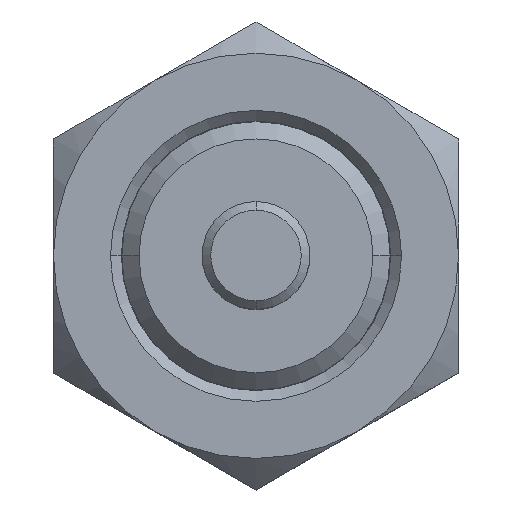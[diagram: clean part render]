
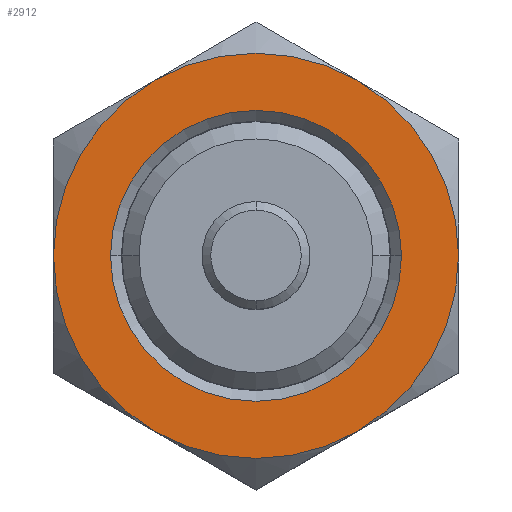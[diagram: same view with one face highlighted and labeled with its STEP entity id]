
A CAD part, top view. The second image highlights one B-rep face of the part: STEP entity #2912.
In plain terms, the highlighted planar face has unit normal (0, 0, 1).
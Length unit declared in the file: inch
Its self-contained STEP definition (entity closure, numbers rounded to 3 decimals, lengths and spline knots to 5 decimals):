
#16 = CARTESIAN_POINT ( 'NONE',  ( 0.235, -0.40703, 0.19 ) ) ;
#115 = DIRECTION ( 'NONE',  ( -1., 0., 0. ) ) ;
#137 = CARTESIAN_POINT ( 'NONE',  ( 0.3375, 0., 0.19 ) ) ;
#153 = CARTESIAN_POINT ( 'NONE',  ( 0., 0., 0.19 ) ) ;
#202 = CIRCLE ( 'NONE', #2671, 0.3375 ) ;
#276 = CARTESIAN_POINT ( 'NONE',  ( -0.3375, 0., 0.19 ) ) ;
#321 = EDGE_CURVE ( 'NONE', #2295, #3073, #1100, .T. ) ;
#337 = FACE_OUTER_BOUND ( 'NONE', #2749, .T. ) ;
#409 = DIRECTION ( 'NONE',  ( -1., 0., 0. ) ) ;
#423 = AXIS2_PLACEMENT_3D ( 'NONE', #3003, #1545, #115 ) ;
#460 = ORIENTED_EDGE ( 'NONE', *, *, #1914, .T. ) ;
#468 = AXIS2_PLACEMENT_3D ( 'NONE', #2521, #1072, #2765 ) ;
#481 = AXIS2_PLACEMENT_3D ( 'NONE', #153, #1822, #409 ) ;
#505 = ORIENTED_EDGE ( 'NONE', *, *, #321, .F. ) ;
#507 = DIRECTION ( 'NONE',  ( 0., 0., -1. ) ) ;
#538 = EDGE_CURVE ( 'NONE', #2655, #3112, #584, .T. ) ;
#568 = CIRCLE ( 'NONE', #468, 0.47 ) ;
#584 = CIRCLE ( 'NONE', #423, 0.47 ) ;
#604 = VERTEX_POINT ( 'NONE', #137 ) ;
#697 = CARTESIAN_POINT ( 'NONE',  ( 0., 0., 0.19 ) ) ;
#703 = ORIENTED_EDGE ( 'NONE', *, *, #711, .T. ) ;
#711 = EDGE_CURVE ( 'NONE', #604, #2075, #202, .T. ) ;
#817 = ORIENTED_EDGE ( 'NONE', *, *, #538, .F. ) ;
#931 = DIRECTION ( 'NONE',  ( -1., 0., 0. ) ) ;
#961 = FACE_BOUND ( 'NONE', #2089, .T. ) ;
#988 = CARTESIAN_POINT ( 'NONE',  ( -0.235, -0.40703, 0.19 ) ) ;
#989 = EDGE_CURVE ( 'NONE', #2664, #1885, #2801, .T. ) ;
#1027 = ORIENTED_EDGE ( 'NONE', *, *, #2933, .F. ) ;
#1032 = CARTESIAN_POINT ( 'NONE',  ( 0., 0., 0.19 ) ) ;
#1072 = DIRECTION ( 'NONE',  ( 0., 0., -1. ) ) ;
#1100 = CIRCLE ( 'NONE', #3110, 0.47 ) ;
#1101 = CARTESIAN_POINT ( 'NONE',  ( 0., 0., 0.19 ) ) ;
#1102 = AXIS2_PLACEMENT_3D ( 'NONE', #1101, #2796, #1347 ) ;
#1170 = CARTESIAN_POINT ( 'NONE',  ( 0., 0., 0.19 ) ) ;
#1220 = ORIENTED_EDGE ( 'NONE', *, *, #1729, .T. ) ;
#1271 = DIRECTION ( 'NONE',  ( -1., 0., 0. ) ) ;
#1303 = ORIENTED_EDGE ( 'NONE', *, *, #989, .F. ) ;
#1306 = AXIS2_PLACEMENT_3D ( 'NONE', #2352, #2844, #1396 ) ;
#1341 = ORIENTED_EDGE ( 'NONE', *, *, #1815, .F. ) ;
#1347 = DIRECTION ( 'NONE',  ( 1., 0., 0. ) ) ;
#1396 = DIRECTION ( 'NONE',  ( -1., 0., 0. ) ) ;
#1414 = DIRECTION ( 'NONE',  ( -1., 0., 0. ) ) ;
#1545 = DIRECTION ( 'NONE',  ( 0., 0., -1. ) ) ;
#1619 = AXIS2_PLACEMENT_3D ( 'NONE', #1170, #2865, #1414 ) ;
#1729 = EDGE_CURVE ( 'NONE', #2075, #604, #1836, .T. ) ;
#1815 = EDGE_CURVE ( 'NONE', #3073, #2655, #568, .T. ) ;
#1822 = DIRECTION ( 'NONE',  ( 0., 0., -1. ) ) ;
#1836 = CIRCLE ( 'NONE', #1959, 0.3375 ) ;
#1885 = VERTEX_POINT ( 'NONE', #2543 ) ;
#1914 = EDGE_CURVE ( 'NONE', #2295, #1885, #2174, .T. ) ;
#1930 = CARTESIAN_POINT ( 'NONE',  ( 0., 0., 0.19 ) ) ;
#1959 = AXIS2_PLACEMENT_3D ( 'NONE', #1032, #2721, #1271 ) ;
#2075 = VERTEX_POINT ( 'NONE', #276 ) ;
#2089 = EDGE_LOOP ( 'NONE', ( #703, #1220 ) ) ;
#2102 = CIRCLE ( 'NONE', #1619, 0.47 ) ;
#2174 = CIRCLE ( 'NONE', #1102, 0.47 ) ;
#2182 = DIRECTION ( 'NONE',  ( -1., 0., 0. ) ) ;
#2207 = CARTESIAN_POINT ( 'NONE',  ( 0.47, 0., 0.19 ) ) ;
#2295 = VERTEX_POINT ( 'NONE', #2207 ) ;
#2352 = CARTESIAN_POINT ( 'NONE',  ( 0., 0.54271, 0.19 ) ) ;
#2366 = DIRECTION ( 'NONE',  ( 0., 0., -1. ) ) ;
#2521 = CARTESIAN_POINT ( 'NONE',  ( 0., 0., 0.19 ) ) ;
#2543 = CARTESIAN_POINT ( 'NONE',  ( 0.235, 0.40703, 0.19 ) ) ;
#2597 = PLANE ( 'NONE',  #1306 ) ;
#2655 = VERTEX_POINT ( 'NONE', #988 ) ;
#2664 = VERTEX_POINT ( 'NONE', #2932 ) ;
#2671 = AXIS2_PLACEMENT_3D ( 'NONE', #697, #2366, #931 ) ;
#2682 = CARTESIAN_POINT ( 'NONE',  ( -0.47, 0., 0.19 ) ) ;
#2721 = DIRECTION ( 'NONE',  ( 0., 0., -1. ) ) ;
#2749 = EDGE_LOOP ( 'NONE', ( #1027, #817, #1341, #505, #460, #1303 ) ) ;
#2765 = DIRECTION ( 'NONE',  ( -1., 0., 0. ) ) ;
#2796 = DIRECTION ( 'NONE',  ( 0., 0., 1. ) ) ;
#2801 = CIRCLE ( 'NONE', #481, 0.47 ) ;
#2844 = DIRECTION ( 'NONE',  ( 0., 0., -1. ) ) ;
#2865 = DIRECTION ( 'NONE',  ( 0., 0., -1. ) ) ;
#2912 = ADVANCED_FACE ( 'NONE', ( #961, #337 ), #2597, .F. ) ;
#2932 = CARTESIAN_POINT ( 'NONE',  ( -0.235, 0.40703, 0.19 ) ) ;
#2933 = EDGE_CURVE ( 'NONE', #3112, #2664, #2102, .T. ) ;
#3003 = CARTESIAN_POINT ( 'NONE',  ( 0., 0., 0.19 ) ) ;
#3073 = VERTEX_POINT ( 'NONE', #16 ) ;
#3110 = AXIS2_PLACEMENT_3D ( 'NONE', #1930, #507, #2182 ) ;
#3112 = VERTEX_POINT ( 'NONE', #2682 ) ;
